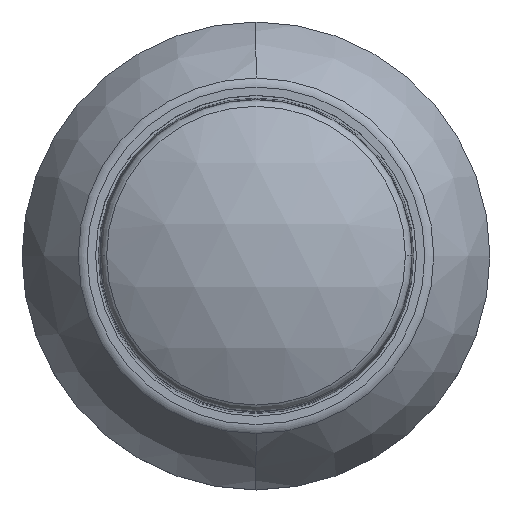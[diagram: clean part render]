
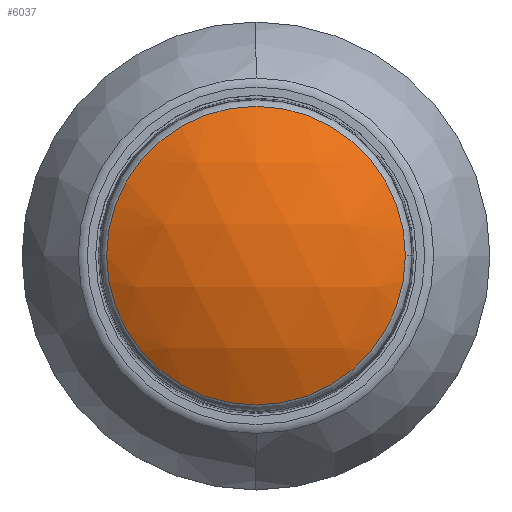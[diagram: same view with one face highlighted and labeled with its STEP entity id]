
A CAD part, top view. The second image highlights one B-rep face of the part: STEP entity #6037.
In plain terms, the highlighted spherical face has radius 11.125 mm.
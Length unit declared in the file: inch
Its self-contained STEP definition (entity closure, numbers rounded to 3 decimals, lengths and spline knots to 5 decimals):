
#152=SPHERICAL_SURFACE('',#6430,0.438);
#249=FACE_OUTER_BOUND('',#592,.T.);
#592=EDGE_LOOP('',(#4064,#4065));
#996=CIRCLE('',#6425,0.21993);
#1000=CIRCLE('',#6431,0.21993);
#2448=VERTEX_POINT('',#8787);
#2449=VERTEX_POINT('',#8788);
#3090=EDGE_CURVE('',#2448,#2449,#996,.T.);
#3094=EDGE_CURVE('',#2448,#2449,#1000,.T.);
#4064=ORIENTED_EDGE('',*,*,#3090,.F.);
#4065=ORIENTED_EDGE('',*,*,#3094,.T.);
#6037=ADVANCED_FACE('',(#249),#152,.T.);
#6425=AXIS2_PLACEMENT_3D('',#8789,#7047,#7048);
#6430=AXIS2_PLACEMENT_3D('',#8795,#7057,#7058);
#6431=AXIS2_PLACEMENT_3D('',#8796,#7059,#7060);
#7047=DIRECTION('center_axis',(0.,0.,
-1.));
#7048=DIRECTION('ref_axis',(0.,1.,0.));
#7057=DIRECTION('center_axis',(0.,-1.,0.));
#7058=DIRECTION('ref_axis',(0.,0.,1.));
#7059=DIRECTION('center_axis',(0.,0.,
1.));
#7060=DIRECTION('ref_axis',(0.,1.,0.));
#8787=CARTESIAN_POINT('',(-0.21993,0.,0.69275));
#8788=CARTESIAN_POINT('',(0.21993,0.,0.69275));
#8789=CARTESIAN_POINT('Origin',(0.,0.,
0.69275));
#8795=CARTESIAN_POINT('Origin',(0.,0.,
0.31396));
#8796=CARTESIAN_POINT('Origin',(0.,0.,
0.69275));
